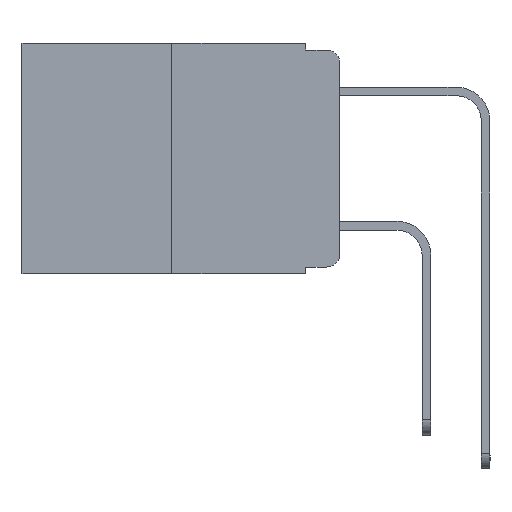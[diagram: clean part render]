
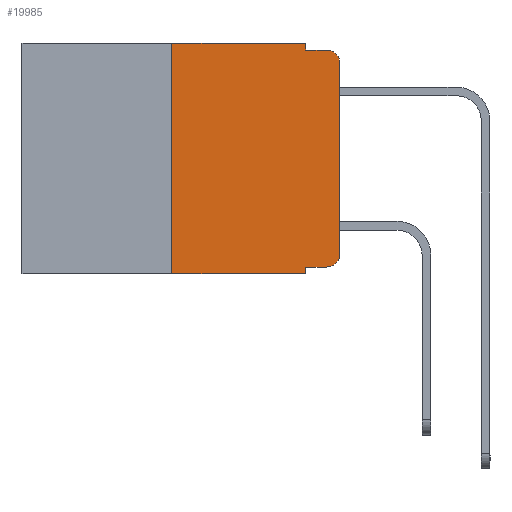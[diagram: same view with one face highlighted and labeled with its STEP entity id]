
A CAD part, left-side view. The second image highlights one B-rep face of the part: STEP entity #19985.
In plain terms, the highlighted planar face has unit normal (-1, 0, 0).
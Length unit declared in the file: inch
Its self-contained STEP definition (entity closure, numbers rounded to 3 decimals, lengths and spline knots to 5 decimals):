
#476 = DIRECTION ( 'NONE',  ( 0., 0., -1. ) ) ;
#583 = ORIENTED_EDGE ( 'NONE', *, *, #1402, .F. ) ;
#660 = AXIS2_PLACEMENT_3D ( 'NONE', #1097, #22507, #7566 ) ;
#1097 = CARTESIAN_POINT ( 'NONE',  ( 0., 0.02, -0.03 ) ) ;
#1188 = CARTESIAN_POINT ( 'NONE',  ( 0., 0.473, 0. ) ) ;
#1402 = EDGE_CURVE ( 'NONE', #14802, #13727, #13489, .T. ) ;
#1421 = ORIENTED_EDGE ( 'NONE', *, *, #11629, .T. ) ;
#1437 = DIRECTION ( 'NONE',  ( 0., 0., 1. ) ) ;
#1829 = CARTESIAN_POINT ( 'NONE',  ( 0., 0.051, 0. ) ) ;
#1966 = VECTOR ( 'NONE', #26887, 39.37008 ) ;
#2232 = ORIENTED_EDGE ( 'NONE', *, *, #26453, .F. ) ;
#2336 = VECTOR ( 'NONE', #4032, 39.37008 ) ;
#2678 = ORIENTED_EDGE ( 'NONE', *, *, #9226, .T. ) ;
#2784 = ORIENTED_EDGE ( 'NONE', *, *, #26145, .T. ) ;
#2838 = DIRECTION ( 'NONE',  ( -1., 0., 0. ) ) ;
#3009 = VERTEX_POINT ( 'NONE', #16944 ) ;
#3076 = VERTEX_POINT ( 'NONE', #4498 ) ;
#3527 = CARTESIAN_POINT ( 'NONE',  ( 0., 0.051, -0.01 ) ) ;
#3992 = ORIENTED_EDGE ( 'NONE', *, *, #15542, .F. ) ;
#4032 = DIRECTION ( 'NONE',  ( 0., 0., -1. ) ) ;
#4498 = CARTESIAN_POINT ( 'NONE',  ( 0., 0.25, -0.343 ) ) ;
#4661 = EDGE_CURVE ( 'NONE', #3076, #14802, #12064, .T. ) ;
#4758 = CARTESIAN_POINT ( 'NONE',  ( 0., 0., -0.313 ) ) ;
#4768 = CARTESIAN_POINT ( 'NONE',  ( 0., 0.051, -0.333 ) ) ;
#4771 = CARTESIAN_POINT ( 'NONE',  ( 0., 0.051, -0.333 ) ) ;
#4913 = AXIS2_PLACEMENT_3D ( 'NONE', #13890, #2838, #23870 ) ;
#5738 = AXIS2_PLACEMENT_3D ( 'NONE', #9024, #13440, #476 ) ;
#5979 = CARTESIAN_POINT ( 'NONE',  ( 0., 0.25, 0. ) ) ;
#6331 = CARTESIAN_POINT ( 'NONE',  ( 0., 0., 0. ) ) ;
#6549 = CARTESIAN_POINT ( 'NONE',  ( 0., 0.051, 0. ) ) ;
#6865 = VERTEX_POINT ( 'NONE', #18129 ) ;
#7566 = DIRECTION ( 'NONE',  ( 0., 0., -1. ) ) ;
#9024 = CARTESIAN_POINT ( 'NONE',  ( 0., 0.473, 0. ) ) ;
#9226 = EDGE_CURVE ( 'NONE', #3076, #6865, #26922, .T. ) ;
#9363 = LINE ( 'NONE', #3527, #15679 ) ;
#10296 = DIRECTION ( 'NONE',  ( 0., -1., 0. ) ) ;
#10567 = LINE ( 'NONE', #4768, #22696 ) ;
#10731 = VERTEX_POINT ( 'NONE', #10960 ) ;
#10960 = CARTESIAN_POINT ( 'NONE',  ( 0., 0.02, -0.01 ) ) ;
#11019 = ORIENTED_EDGE ( 'NONE', *, *, #21024, .T. ) ;
#11629 = EDGE_CURVE ( 'NONE', #22392, #3009, #25704, .T. ) ;
#12064 = LINE ( 'NONE', #5979, #18672 ) ;
#13309 = PLANE ( 'NONE',  #5738 ) ;
#13440 = DIRECTION ( 'NONE',  ( 1., 0., 0. ) ) ;
#13489 = LINE ( 'NONE', #1188, #15333 ) ;
#13727 = VERTEX_POINT ( 'NONE', #6549 ) ;
#13890 = CARTESIAN_POINT ( 'NONE',  ( 0., 0.02, -0.313 ) ) ;
#14147 = CARTESIAN_POINT ( 'NONE',  ( 0., 0.051, 0. ) ) ;
#14802 = VERTEX_POINT ( 'NONE', #18498 ) ;
#15305 = DIRECTION ( 'NONE',  ( 0., -1., 0. ) ) ;
#15333 = VECTOR ( 'NONE', #15305, 39.37008 ) ;
#15542 = EDGE_CURVE ( 'NONE', #13727, #18423, #18169, .T. ) ;
#15679 = VECTOR ( 'NONE', #26252, 39.37008 ) ;
#16358 = VECTOR ( 'NONE', #18929, 39.37008 ) ;
#16686 = VERTEX_POINT ( 'NONE', #4771 ) ;
#16944 = CARTESIAN_POINT ( 'NONE',  ( 0., 0., -0.03 ) ) ;
#17322 = VERTEX_POINT ( 'NONE', #22139 ) ;
#18129 = CARTESIAN_POINT ( 'NONE',  ( 0., 0.051, -0.343 ) ) ;
#18169 = LINE ( 'NONE', #14147, #1966 ) ;
#18317 = CARTESIAN_POINT ( 'NONE',  ( 0., 0.051, -0.01 ) ) ;
#18423 = VERTEX_POINT ( 'NONE', #18317 ) ;
#18498 = CARTESIAN_POINT ( 'NONE',  ( 0., 0.25, 0. ) ) ;
#18672 = VECTOR ( 'NONE', #1437, 39.37008 ) ;
#18929 = DIRECTION ( 'NONE',  ( 0., 0., 1. ) ) ;
#19020 = DIRECTION ( 'NONE',  ( 0., -1., 0. ) ) ;
#19985 = ADVANCED_FACE ( 'NONE', ( #23972 ), #13309, .F. ) ;
#21024 = EDGE_CURVE ( 'NONE', #17322, #22392, #21689, .T. ) ;
#21689 = CIRCLE ( 'NONE', #4913, 0.02 ) ;
#22139 = CARTESIAN_POINT ( 'NONE',  ( 0., 0.02, -0.333 ) ) ;
#22392 = VERTEX_POINT ( 'NONE', #4758 ) ;
#22507 = DIRECTION ( 'NONE',  ( -1., 0., 0. ) ) ;
#22696 = VECTOR ( 'NONE', #19020, 39.37008 ) ;
#22719 = CIRCLE ( 'NONE', #660, 0.02 ) ;
#22746 = CARTESIAN_POINT ( 'NONE',  ( 0., 0.473, -0.343 ) ) ;
#22875 = EDGE_LOOP ( 'NONE', ( #1421, #2784, #2232, #3992, #583, #24640, #2678, #25763, #26477, #11019 ) ) ;
#22980 = LINE ( 'NONE', #1829, #2336 ) ;
#23120 = VECTOR ( 'NONE', #10296, 39.37008 ) ;
#23870 = DIRECTION ( 'NONE',  ( 0., 0., -1. ) ) ;
#23972 = FACE_OUTER_BOUND ( 'NONE', #22875, .T. ) ;
#24013 = EDGE_CURVE ( 'NONE', #16686, #6865, #22980, .T. ) ;
#24640 = ORIENTED_EDGE ( 'NONE', *, *, #4661, .F. ) ;
#25597 = EDGE_CURVE ( 'NONE', #16686, #17322, #10567, .T. ) ;
#25704 = LINE ( 'NONE', #6331, #16358 ) ;
#25763 = ORIENTED_EDGE ( 'NONE', *, *, #24013, .F. ) ;
#26145 = EDGE_CURVE ( 'NONE', #3009, #10731, #22719, .T. ) ;
#26252 = DIRECTION ( 'NONE',  ( 0., -1., 0. ) ) ;
#26453 = EDGE_CURVE ( 'NONE', #18423, #10731, #9363, .T. ) ;
#26477 = ORIENTED_EDGE ( 'NONE', *, *, #25597, .T. ) ;
#26887 = DIRECTION ( 'NONE',  ( 0., 0., -1. ) ) ;
#26922 = LINE ( 'NONE', #22746, #23120 ) ;
